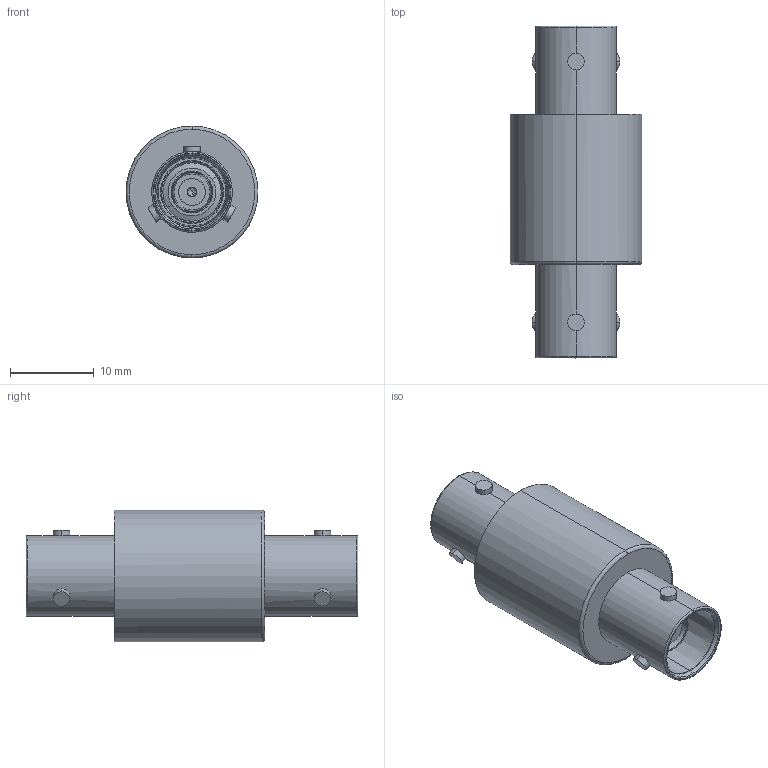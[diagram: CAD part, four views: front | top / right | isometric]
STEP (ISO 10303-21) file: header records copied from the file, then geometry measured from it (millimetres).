
FILE_DESCRIPTION (( 'STEP AP203' ), '1' );
FILE_NAME ('A11127-1-W.STEP', '2017-02-02T13:10:02', ( '' ), ( '' ), 'SwSTEP 2.0', 'SolidWorks 2017', '' );
FILE_SCHEMA (( 'CONFIG_CONTROL_DESIGN' ));
Length unit declared in the file: inch
Products named in the file (1): A11127-1-W
Bounding box: 15.75 x 39.62 x 15.75 mm (x, y, z)
Volume: 2730.6 mm3; surface area: 4746.7 mm2
Topology: 1 solids, 4 shells, 204 faces, 474 edges, 298 vertices
Faces by surface type: cylinder 74, plane 60, cone 44, torus 26
Entity records: 6017 total; most frequent: DIRECTION 1154, CARTESIAN_POINT 1061, ORIENTED_EDGE 940, AXIS2_PLACEMENT_3D 495, EDGE_CURVE 470, VERTEX_POINT 298, CIRCLE 290, EDGE_LOOP 234
